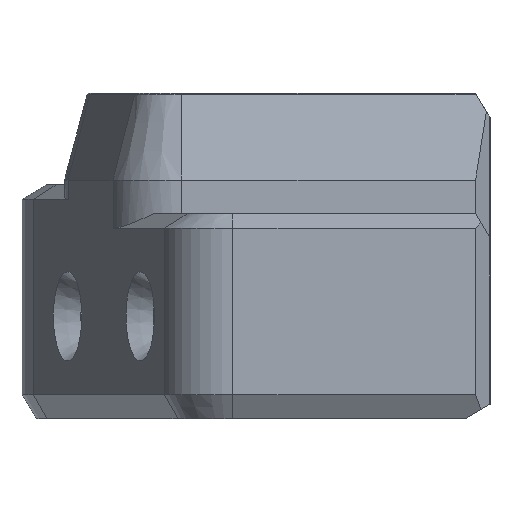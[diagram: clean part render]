
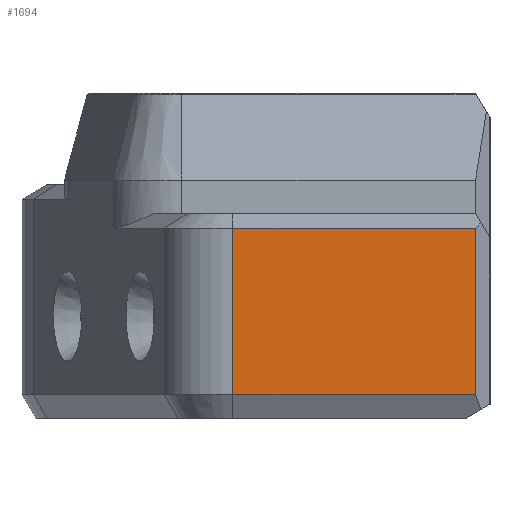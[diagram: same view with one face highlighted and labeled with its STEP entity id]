
A CAD part, left-side view. The second image highlights one B-rep face of the part: STEP entity #1694.
In plain terms, the highlighted planar face has unit normal (-1, 0, 0).
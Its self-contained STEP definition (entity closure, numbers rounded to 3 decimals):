
#183=FACE_OUTER_BOUND('',#287,.T.);
#287=EDGE_LOOP('',(#1291,#1292,#1293,#1294));
#439=LINE('',#2715,#610);
#442=LINE('',#2722,#613);
#443=LINE('',#2723,#614);
#444=LINE('',#2724,#615);
#610=VECTOR('',#2172,10.064);
#613=VECTOR('',#2177,10.064);
#614=VECTOR('',#2178,6.9);
#615=VECTOR('',#2179,6.9);
#780=VERTEX_POINT('',#2710);
#781=VERTEX_POINT('',#2714);
#783=VERTEX_POINT('',#2720);
#784=VERTEX_POINT('',#2721);
#968=EDGE_CURVE('',#780,#781,#439,.T.);
#971=EDGE_CURVE('',#783,#784,#442,.T.);
#972=EDGE_CURVE('',#783,#781,#443,.T.);
#973=EDGE_CURVE('',#784,#780,#444,.T.);
#1291=ORIENTED_EDGE('',*,*,#971,.F.);
#1292=ORIENTED_EDGE('',*,*,#972,.T.);
#1293=ORIENTED_EDGE('',*,*,#968,.F.);
#1294=ORIENTED_EDGE('',*,*,#973,.F.);
#1625=PLANE('',#1840);
#1694=ADVANCED_FACE('',(#183),#1625,.T.);
#1840=AXIS2_PLACEMENT_3D('',#2719,#2175,#2176);
#2172=DIRECTION('',(0.,-1.,0.));
#2175=DIRECTION('center_axis',(-1.,0.,0.));
#2176=DIRECTION('ref_axis',(0.,1.,0.));
#2177=DIRECTION('',(0.,1.,0.));
#2178=DIRECTION('',(0.,0.,1.));
#2179=DIRECTION('',(0.,0.,1.));
#2710=CARTESIAN_POINT('',(-21.15,20.664,-101.1));
#2714=CARTESIAN_POINT('',(-21.15,10.6,-101.1));
#2715=CARTESIAN_POINT('',(-21.15,20.664,-101.1));
#2719=CARTESIAN_POINT('Origin',(-21.15,10.,-109.));
#2720=CARTESIAN_POINT('',(-21.15,10.6,-108.));
#2721=CARTESIAN_POINT('',(-21.15,20.664,-108.));
#2722=CARTESIAN_POINT('',(-21.15,10.6,-108.));
#2723=CARTESIAN_POINT('',(-21.15,10.6,-108.));
#2724=CARTESIAN_POINT('',(-21.15,20.664,-108.));
